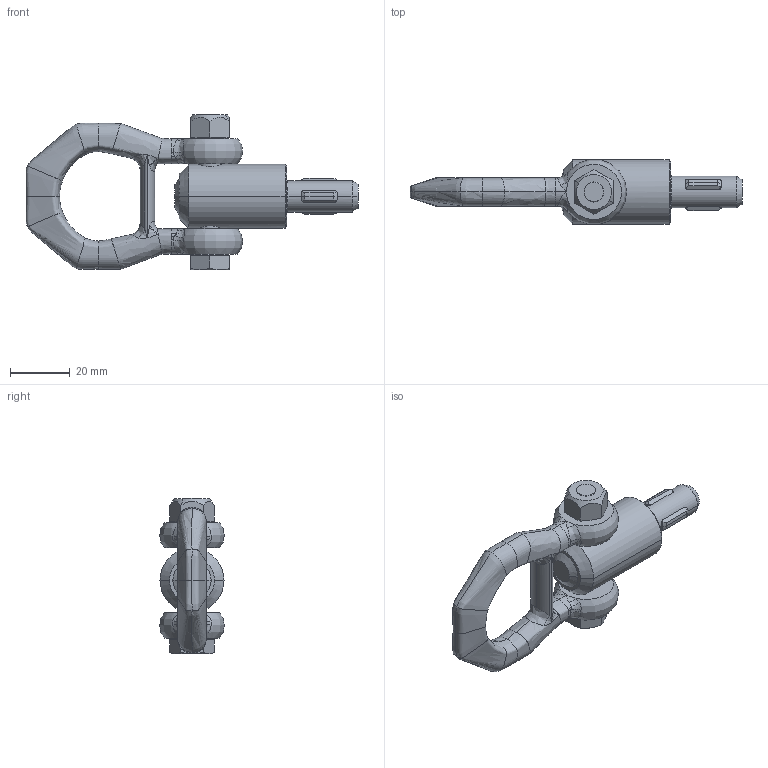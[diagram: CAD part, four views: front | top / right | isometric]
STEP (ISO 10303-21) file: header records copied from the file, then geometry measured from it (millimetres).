
FILE_DESCRIPTION(('STEP AP214'),'1');
FILE_NAME('HALDERN_EH_2B352_0012.stp','2020-11-13T10:46:24',('TraceParts'),('TraceParts S.A.'),'Spatial InterOp 3D',' ',' ');
FILE_SCHEMA(('AUTOMOTIVE_DESIGN { 1 0 10303 214 1 1 1 1 }'));
Length unit declared in the file: millimetre
Products named in the file (1): HALDERN_EH_2B352_0012_1
Bounding box: 111.45 x 21.75 x 52.3 mm (x, y, z)
Volume: 32461.7 mm3; surface area: 13212 mm2
Topology: 4 solids, 4 shells, 258 faces, 715 edges, 451 vertices
Faces by surface type: plane 80, cylinder 70, bspline 68, cone 36, torus 4
Entity records: 21445 total; most frequent: CARTESIAN_POINT 13225, ORIENTED_EDGE 1394, DIRECTION 1171, EDGE_CURVE 697, AXIS2_PLACEMENT_3D 469, VERTEX_POINT 451, EDGE_LOOP 272, STYLED_ITEM 262
